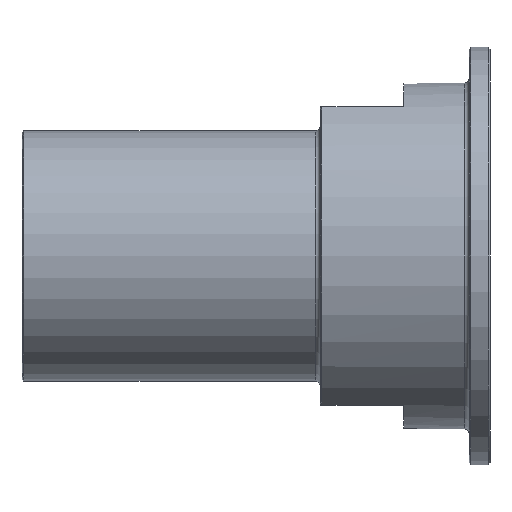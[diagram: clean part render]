
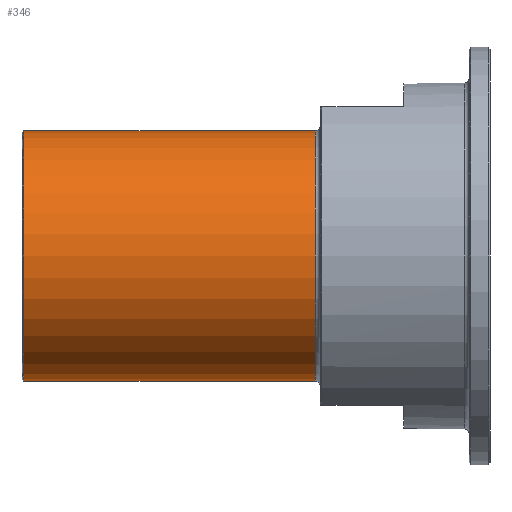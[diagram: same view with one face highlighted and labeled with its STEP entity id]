
A CAD part, front view. The second image highlights one B-rep face of the part: STEP entity #346.
In plain terms, the highlighted cylindrical face has radius 21 mm (diameter 42 mm), a full revolution.
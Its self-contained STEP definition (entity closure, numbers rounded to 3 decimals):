
#30=CYLINDRICAL_SURFACE('',#402,21.);
#46=FACE_OUTER_BOUND('',#68,.T.);
#68=EDGE_LOOP('',(#279,#280,#281,#282,#283,#284));
#94=LINE('',#622,#111);
#111=VECTOR('',#495,21.);
#129=CIRCLE('',#400,21.);
#130=CIRCLE('',#401,21.);
#131=CIRCLE('',#403,21.);
#132=CIRCLE('',#404,21.);
#165=VERTEX_POINT('',#613);
#166=VERTEX_POINT('',#614);
#167=VERTEX_POINT('',#619);
#168=VERTEX_POINT('',#620);
#206=EDGE_CURVE('',#165,#166,#129,.T.);
#207=EDGE_CURVE('',#166,#165,#130,.T.);
#209=EDGE_CURVE('',#167,#168,#131,.T.);
#210=EDGE_CURVE('',#167,#166,#94,.T.);
#211=EDGE_CURVE('',#168,#167,#132,.T.);
#279=ORIENTED_EDGE('',*,*,#209,.F.);
#280=ORIENTED_EDGE('',*,*,#210,.T.);
#281=ORIENTED_EDGE('',*,*,#206,.F.);
#282=ORIENTED_EDGE('',*,*,#207,.F.);
#283=ORIENTED_EDGE('',*,*,#210,.F.);
#284=ORIENTED_EDGE('',*,*,#211,.F.);
#346=ADVANCED_FACE('',(#46),#30,.T.);
#400=AXIS2_PLACEMENT_3D('',#615,#486,#487);
#401=AXIS2_PLACEMENT_3D('',#616,#488,#489);
#402=AXIS2_PLACEMENT_3D('',#618,#491,#492);
#403=AXIS2_PLACEMENT_3D('',#621,#493,#494);
#404=AXIS2_PLACEMENT_3D('',#623,#496,#497);
#486=DIRECTION('center_axis',(-1.,0.,0.));
#487=DIRECTION('ref_axis',(0.,-1.,0.));
#488=DIRECTION('center_axis',(-1.,0.,0.));
#489=DIRECTION('ref_axis',(0.,-1.,0.));
#491=DIRECTION('center_axis',(1.,0.,0.));
#492=DIRECTION('ref_axis',(0.,1.,0.));
#493=DIRECTION('center_axis',(1.,0.,0.));
#494=DIRECTION('ref_axis',(0.,-1.,0.));
#495=DIRECTION('',(-1.,0.,0.));
#496=DIRECTION('center_axis',(1.,0.,0.));
#497=DIRECTION('ref_axis',(0.,-1.,0.));
#613=CARTESIAN_POINT('',(-78.2,21.,0.));
#614=CARTESIAN_POINT('',(-78.2,-21.,0.));
#615=CARTESIAN_POINT('Origin',(-78.2,0.,0.));
#616=CARTESIAN_POINT('Origin',(-78.2,0.,0.));
#618=CARTESIAN_POINT('Origin',(-53.5,0.,0.));
#619=CARTESIAN_POINT('',(-29.3,-21.,0.));
#620=CARTESIAN_POINT('',(-29.3,0.,21.));
#621=CARTESIAN_POINT('Origin',(-29.3,0.,0.));
#622=CARTESIAN_POINT('',(-53.5,-21.,0.));
#623=CARTESIAN_POINT('Origin',(-29.3,0.,0.));
